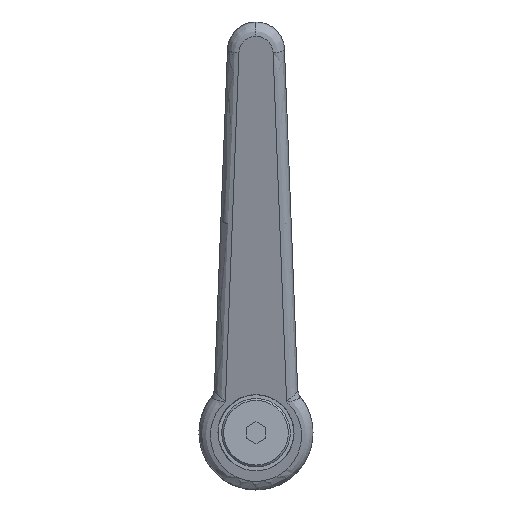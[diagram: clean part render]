
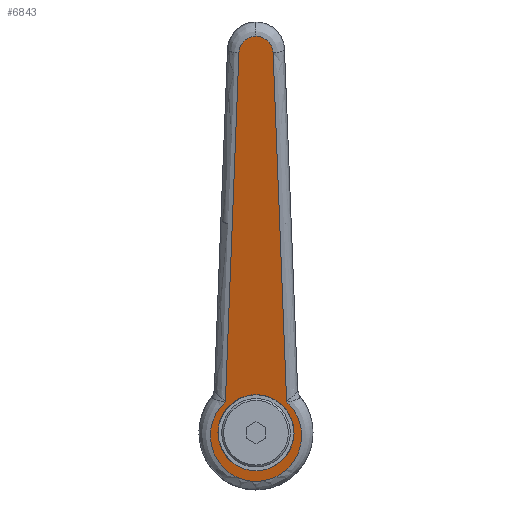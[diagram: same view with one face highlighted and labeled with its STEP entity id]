
A CAD part, top view. The second image highlights one B-rep face of the part: STEP entity #6843.
In plain terms, the highlighted free-form (B-spline) face has degree [1, 1] with [2, 2] control points.
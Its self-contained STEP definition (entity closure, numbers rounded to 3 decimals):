
#1842=CARTESIAN_POINT('',(-0.087,-10.,47.912));
#1843=VERTEX_POINT('',#1842);
#1849=CARTESIAN_POINT('',(10.,0.,50.618));
#1850=VERTEX_POINT('',#1849);
#1851=CARTESIAN_POINT('',(10.,0.,50.618));
#1852=CARTESIAN_POINT('',(10.,-10.,50.618));
#1853=CARTESIAN_POINT('',(0.,-10.0,47.935));
#1854=CARTESIAN_POINT('',(-0.044,-10.0,47.924));
#1855=CARTESIAN_POINT('',(-0.087,-10.,47.912));
#1863=(BOUNDED_CURVE()B_SPLINE_CURVE(2,(#1851,#1852,#1853,#1854,#1855),.UNSPECIFIED.,.F.,.U.)B_SPLINE_CURVE_WITH_KNOTS((3,2,3),(0.5,0.75,0.752),.UNSPECIFIED.)CURVE()GEOMETRIC_REPRESENTATION_ITEM()RATIONAL_B_SPLINE_CURVE((1.0,0.707,1.0,0.998,0.996))REPRESENTATION_ITEM(''));
#1864=EDGE_CURVE('',#1850,#1843,#1863,.T.);
#1866=CARTESIAN_POINT('',(-1.659,9.861,47.49));
#1867=VERTEX_POINT('',#1866);
#1868=CARTESIAN_POINT('',(-1.659,9.861,47.49));
#1869=CARTESIAN_POINT('',(-0.835,10.,47.711));
#1870=CARTESIAN_POINT('',(0.,10.0,47.935));
#1871=CARTESIAN_POINT('',(10.,10.,50.618));
#1872=CARTESIAN_POINT('',(10.,0.,50.618));
#1880=(BOUNDED_CURVE()B_SPLINE_CURVE(2,(#1868,#1869,#1870,#1871,#1872),.UNSPECIFIED.,.F.,.U.)B_SPLINE_CURVE_WITH_KNOTS((3,2,3),(0.221,0.25,0.5),.UNSPECIFIED.)CURVE()GEOMETRIC_REPRESENTATION_ITEM()RATIONAL_B_SPLINE_CURVE((0.941,0.967,1.0,0.707,1.0))REPRESENTATION_ITEM(''));
#1881=EDGE_CURVE('',#1867,#1850,#1880,.T.);
#1929=CARTESIAN_POINT('',(-10.,0.0,45.252));
#1930=VERTEX_POINT('',#1929);
#1931=CARTESIAN_POINT('',(-10.,0.0,45.252));
#1932=CARTESIAN_POINT('',(-10.,8.458,45.252));
#1933=CARTESIAN_POINT('',(-1.659,9.861,47.49));
#1941=(BOUNDED_CURVE()B_SPLINE_CURVE(2,(#1931,#1932,#1933),.UNSPECIFIED.,.F.,.U.)B_SPLINE_CURVE_WITH_KNOTS((3,3),(0.0,0.221),.UNSPECIFIED.)CURVE()GEOMETRIC_REPRESENTATION_ITEM()RATIONAL_B_SPLINE_CURVE((1.0,0.741,0.941))REPRESENTATION_ITEM(''));
#1942=EDGE_CURVE('',#1930,#1867,#1941,.T.);
#1944=CARTESIAN_POINT('',(-0.087,-10.,47.912));
#1945=CARTESIAN_POINT('',(-10.,-9.913,45.252));
#1946=CARTESIAN_POINT('',(-10.,0.0,45.252));
#1954=(BOUNDED_CURVE()B_SPLINE_CURVE(2,(#1944,#1945,#1946),.UNSPECIFIED.,.F.,.U.)B_SPLINE_CURVE_WITH_KNOTS((3,3),(0.752,1.0),.UNSPECIFIED.)CURVE()GEOMETRIC_REPRESENTATION_ITEM()RATIONAL_B_SPLINE_CURVE((0.996,0.709,1.0))REPRESENTATION_ITEM(''));
#1955=EDGE_CURVE('',#1843,#1930,#1954,.T.);
#4429=CARTESIAN_POINT('',(8.124,8.048,50.115));
#4430=VERTEX_POINT('',#4429);
#4961=CARTESIAN_POINT('',(8.124,-8.048,50.115));
#4962=VERTEX_POINT('',#4961);
#6430=CARTESIAN_POINT('',(8.124,8.048,50.115));
#6431=CARTESIAN_POINT('',(2.599,14.159,48.633));
#6432=CARTESIAN_POINT('',(-5.089,11.199,46.57));
#6433=CARTESIAN_POINT('',(-12.777,8.238,44.507));
#6434=CARTESIAN_POINT('',(-12.777,0.,44.507));
#6435=CARTESIAN_POINT('',(-12.777,-8.238,44.507));
#6436=CARTESIAN_POINT('',(-5.089,-11.199,46.57));
#6437=CARTESIAN_POINT('',(2.599,-14.159,48.633));
#6438=CARTESIAN_POINT('',(8.124,-8.048,50.115));
#6446=(BOUNDED_CURVE()B_SPLINE_CURVE(2,(#6430,#6431,#6432,#6433,#6434,#6435,#6436,#6437,#6438),.UNSPECIFIED.,.F.,.U.)B_SPLINE_CURVE_WITH_KNOTS((3,2,2,2,3),(0.0,0.25,0.5,0.75,1.0),.UNSPECIFIED.)CURVE()GEOMETRIC_REPRESENTATION_ITEM()RATIONAL_B_SPLINE_CURVE((1.0,0.824,1.0,0.824,1.0,0.824,1.0,0.824,1.0))REPRESENTATION_ITEM(''));
#6447=EDGE_CURVE('',#4430,#4962,#6446,.T.);
#6474=CARTESIAN_POINT('',(99.897,4.497,74.737));
#6475=VERTEX_POINT('',#6474);
#6476=CARTESIAN_POINT('',(99.897,4.497,74.737));
#6477=CARTESIAN_POINT('',(8.124,8.048,50.115));
#6478=QUASI_UNIFORM_CURVE('',1,(#6476,#6477),.UNSPECIFIED.,.F.,.U.);
#6479=EDGE_CURVE('',#6475,#4430,#6478,.T.);
#6513=CARTESIAN_POINT('',(99.897,-4.497,74.737));
#6514=VERTEX_POINT('',#6513);
#6515=CARTESIAN_POINT('',(8.124,-8.048,50.115));
#6516=CARTESIAN_POINT('',(99.897,-4.497,74.737));
#6517=QUASI_UNIFORM_CURVE('',1,(#6515,#6516),.UNSPECIFIED.,.F.,.U.);
#6518=EDGE_CURVE('',#4962,#6514,#6517,.T.);
#6590=CARTESIAN_POINT('',(104.223,0.,75.898));
#6591=VERTEX_POINT('',#6590);
#6623=CARTESIAN_POINT('',(104.223,0.,75.898));
#6624=CARTESIAN_POINT('',(104.223,4.329,75.898));
#6625=CARTESIAN_POINT('',(99.897,4.497,74.737));
#6633=(BOUNDED_CURVE()B_SPLINE_CURVE(2,(#6623,#6624,#6625),.UNSPECIFIED.,.F.,.U.)CURVE()GEOMETRIC_REPRESENTATION_ITEM()QUASI_UNIFORM_CURVE()RATIONAL_B_SPLINE_CURVE((1.0,0.721,1.0))REPRESENTATION_ITEM(''));
#6634=EDGE_CURVE('',#6591,#6475,#6633,.T.);
#6698=CARTESIAN_POINT('',(99.897,-4.497,74.737));
#6699=CARTESIAN_POINT('',(104.223,-4.329,75.898));
#6700=CARTESIAN_POINT('',(104.223,0.,75.898));
#6708=(BOUNDED_CURVE()B_SPLINE_CURVE(2,(#6698,#6699,#6700),.UNSPECIFIED.,.F.,.U.)CURVE()GEOMETRIC_REPRESENTATION_ITEM()QUASI_UNIFORM_CURVE()RATIONAL_B_SPLINE_CURVE((1.0,0.721,1.0))REPRESENTATION_ITEM(''));
#6709=EDGE_CURVE('',#6514,#6591,#6708,.T.);
#6825=CARTESIAN_POINT('',(-18.622,-13.189,42.939));
#6826=CARTESIAN_POINT('',(110.067,-13.189,77.465));
#6827=CARTESIAN_POINT('',(-18.622,13.189,42.939));
#6828=CARTESIAN_POINT('',(110.067,13.189,77.465));
#6829=B_SPLINE_SURFACE_WITH_KNOTS('',1,1,((#6825,#6827),(#6826,#6828)),.UNSPECIFIED.,.F.,.F.,.U.,(2,2),(2,2),(0.0,133.239),(0.0,26.378),.UNSPECIFIED.);
#6830=ORIENTED_EDGE('',*,*,#6479,.T.);
#6831=ORIENTED_EDGE('',*,*,#6447,.T.);
#6832=ORIENTED_EDGE('',*,*,#6518,.T.);
#6833=ORIENTED_EDGE('',*,*,#6709,.T.);
#6834=ORIENTED_EDGE('',*,*,#6634,.T.);
#6835=EDGE_LOOP('',(#6830,#6831,#6832,#6833,#6834));
#6836=FACE_OUTER_BOUND('',#6835,.T.);
#6837=ORIENTED_EDGE('',*,*,#1864,.T.);
#6838=ORIENTED_EDGE('',*,*,#1955,.T.);
#6839=ORIENTED_EDGE('',*,*,#1942,.T.);
#6840=ORIENTED_EDGE('',*,*,#1881,.T.);
#6841=EDGE_LOOP('',(#6837,#6838,#6839,#6840));
#6842=FACE_BOUND('',#6841,.T.);
#6843=ADVANCED_FACE('',(#6836,#6842),#6829,.T.);
